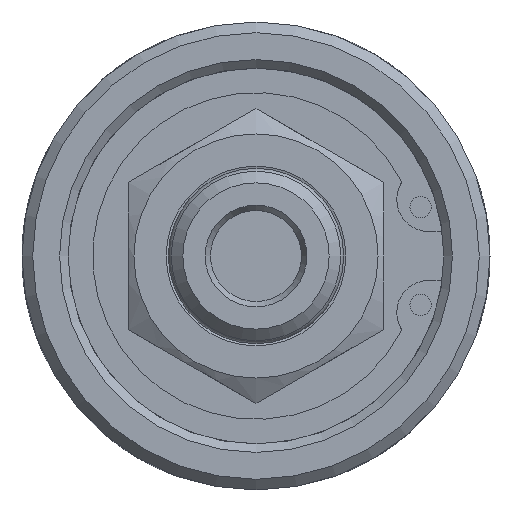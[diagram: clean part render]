
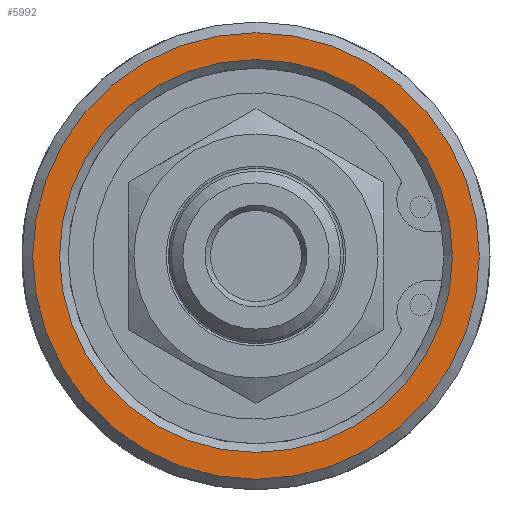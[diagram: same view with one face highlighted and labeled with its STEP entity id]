
A CAD part, left-side view. The second image highlights one B-rep face of the part: STEP entity #5992.
In plain terms, the highlighted planar face has unit normal (-1, 0, 0).
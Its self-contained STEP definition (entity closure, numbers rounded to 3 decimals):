
#627=FACE_BOUND('',#1843,.T.);
#1372=PLANE('',#6395);
#1485=FACE_OUTER_BOUND('',#1842,.T.);
#1842=EDGE_LOOP('',(#4079));
#1843=EDGE_LOOP('',(#4080));
#2252=CIRCLE('',#6385,20.85);
#2259=CIRCLE('',#6396,18.34);
#2483=VERTEX_POINT('',#8226);
#2489=VERTEX_POINT('',#8246);
#3118=EDGE_CURVE('',#2483,#2483,#2252,.T.);
#3127=EDGE_CURVE('',#2489,#2489,#2259,.T.);
#4079=ORIENTED_EDGE('',*,*,#3118,.F.);
#4080=ORIENTED_EDGE('',*,*,#3127,.F.);
#5992=ADVANCED_FACE('',(#1485,#627),#1372,.T.);
#6385=AXIS2_PLACEMENT_3D('',#8228,#6872,#6873);
#6395=AXIS2_PLACEMENT_3D('',#8245,#6894,#6895);
#6396=AXIS2_PLACEMENT_3D('',#8247,#6896,#6897);
#6872=DIRECTION('center_axis',(1.,0.,0.));
#6873=DIRECTION('ref_axis',(0.,-1.,0.));
#6894=DIRECTION('center_axis',(-1.,0.,0.));
#6895=DIRECTION('ref_axis',(0.,0.,1.));
#6896=DIRECTION('center_axis',(-1.,0.,0.));
#6897=DIRECTION('ref_axis',(0.,-1.,0.));
#8226=CARTESIAN_POINT('',(0.,20.85,0.));
#8228=CARTESIAN_POINT('Origin',(0.,0.,0.));
#8245=CARTESIAN_POINT('Origin',(0.,10.925,0.));
#8246=CARTESIAN_POINT('',(0.,18.34,0.));
#8247=CARTESIAN_POINT('Origin',(0.,0.,0.));
